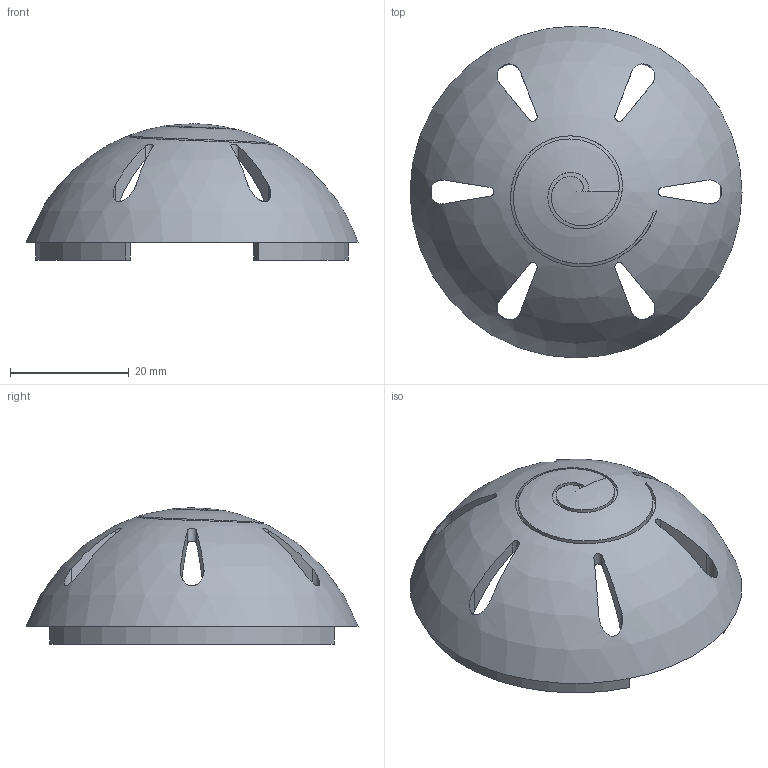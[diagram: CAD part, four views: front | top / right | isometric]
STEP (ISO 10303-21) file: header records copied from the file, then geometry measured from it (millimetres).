
FILE_DESCRIPTION(/* description */ (''),/* implementation_level */ '2;1');
FILE_NAME(/* name */ 'f4c9f19e-7f0b-4832-8d6a-0a53d4400368.stp',/* time_stamp */ '2022-11-14T17:09:42Z',/* author */ (''),/* organization */ (''),/* preprocessor_version */ 'ST-DEVELOPER v19.2',/* originating_system */ 'Autodesk Translation Framework v11.17.0.187',/* authorisation */ '');
FILE_SCHEMA (('AUTOMOTIVE_DESIGN { 1 0 10303 214 3 1 1 }'));
Length unit declared in the file: millimetre
Products named in the file (1): CAP-A-A-165
Bounding box: 56 x 56 x 23 mm (x, y, z)
Volume: 8029.8 mm3; surface area: 8124.9 mm2
Topology: 1 solids, 1 shells, 50 faces, 150 edges, 94 vertices
Faces by surface type: plane 27, cylinder 16, sphere 5, bspline 2
Entity records: 3943 total; most frequent: CARTESIAN_POINT 2577, ORIENTED_EDGE 296, DIRECTION 268, EDGE_CURVE 148, AXIS2_PLACEMENT_3D 112, VERTEX_POINT 94, CIRCLE 63, EDGE_LOOP 56
